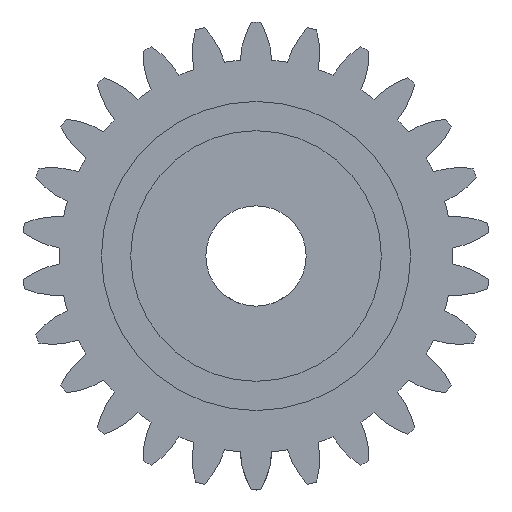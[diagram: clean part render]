
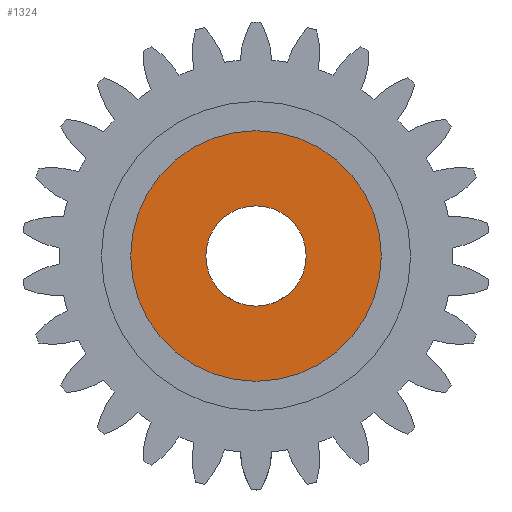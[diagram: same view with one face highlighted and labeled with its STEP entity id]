
A CAD part, left-side view. The second image highlights one B-rep face of the part: STEP entity #1324.
In plain terms, the highlighted planar face has unit normal (-1, 0, 0).
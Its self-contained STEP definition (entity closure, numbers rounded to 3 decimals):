
#208 = EDGE_CURVE ( 'NONE', #4343, #8147, #1535, .T. ) ;
#390 = EDGE_LOOP ( 'NONE', ( #2737, #984 ) ) ;
#984 = ORIENTED_EDGE ( 'NONE', *, *, #3444, .F. ) ;
#1114 = DIRECTION ( 'NONE',  ( 0., 1., 0. ) ) ;
#1139 = DIRECTION ( 'NONE',  ( 0., 1., 0. ) ) ;
#1263 = DIRECTION ( 'NONE',  ( 0., 1., 0. ) ) ;
#1324 = ADVANCED_FACE ( 'NONE', ( #8698, #9037 ), #3982, .F. ) ;
#1432 = ORIENTED_EDGE ( 'NONE', *, *, #208, .F. ) ;
#1535 = CIRCLE ( 'NONE', #2762, 7.5 ) ;
#1561 = CARTESIAN_POINT ( 'NONE',  ( 0.5, 0., -7.5 ) ) ;
#1882 = EDGE_LOOP ( 'NONE', ( #1432, #3805 ) ) ;
#2040 = CARTESIAN_POINT ( 'NONE',  ( 0.5, 0., 7.5 ) ) ;
#2468 = AXIS2_PLACEMENT_3D ( 'NONE', #2709, #3949, #1114 ) ;
#2709 = CARTESIAN_POINT ( 'NONE',  ( 0.5, 0., 0. ) ) ;
#2737 = ORIENTED_EDGE ( 'NONE', *, *, #7368, .F. ) ;
#2762 = AXIS2_PLACEMENT_3D ( 'NONE', #8557, #5510, #1139 ) ;
#3302 = VERTEX_POINT ( 'NONE', #4676 ) ;
#3409 = DIRECTION ( 'NONE',  ( 1., 0., 0. ) ) ;
#3444 = EDGE_CURVE ( 'NONE', #4092, #3302, #6835, .T. ) ;
#3805 = ORIENTED_EDGE ( 'NONE', *, *, #9283, .F. ) ;
#3949 = DIRECTION ( 'NONE',  ( 1., 0., 0. ) ) ;
#3974 = AXIS2_PLACEMENT_3D ( 'NONE', #6056, #6920, #8204 ) ;
#3982 = PLANE ( 'NONE',  #4972 ) ;
#4033 = CARTESIAN_POINT ( 'NONE',  ( 0.5, -13.929, -14. ) ) ;
#4092 = VERTEX_POINT ( 'NONE', #8259 ) ;
#4343 = VERTEX_POINT ( 'NONE', #2040 ) ;
#4676 = CARTESIAN_POINT ( 'NONE',  ( 0.5, 0., 3. ) ) ;
#4701 = AXIS2_PLACEMENT_3D ( 'NONE', #8633, #5011, #1263 ) ;
#4760 = CIRCLE ( 'NONE', #3974, 3. ) ;
#4972 = AXIS2_PLACEMENT_3D ( 'NONE', #4033, #3409, #8989 ) ;
#5011 = DIRECTION ( 'NONE',  ( -1., 0., 0. ) ) ;
#5510 = DIRECTION ( 'NONE',  ( 1., 0., 0. ) ) ;
#6056 = CARTESIAN_POINT ( 'NONE',  ( 0.5, 0., 0. ) ) ;
#6835 = CIRCLE ( 'NONE', #4701, 3. ) ;
#6920 = DIRECTION ( 'NONE',  ( -1., 0., 0. ) ) ;
#7368 = EDGE_CURVE ( 'NONE', #3302, #4092, #4760, .T. ) ;
#8147 = VERTEX_POINT ( 'NONE', #1561 ) ;
#8204 = DIRECTION ( 'NONE',  ( 0., 1., 0. ) ) ;
#8259 = CARTESIAN_POINT ( 'NONE',  ( 0.5, 0., -3. ) ) ;
#8557 = CARTESIAN_POINT ( 'NONE',  ( 0.5, 0., 0. ) ) ;
#8633 = CARTESIAN_POINT ( 'NONE',  ( 0.5, 0., 0. ) ) ;
#8698 = FACE_OUTER_BOUND ( 'NONE', #1882, .T. ) ;
#8720 = CIRCLE ( 'NONE', #2468, 7.5 ) ;
#8989 = DIRECTION ( 'NONE',  ( 0., 1., 0. ) ) ;
#9037 = FACE_BOUND ( 'NONE', #390, .T. ) ;
#9283 = EDGE_CURVE ( 'NONE', #8147, #4343, #8720, .T. ) ;
